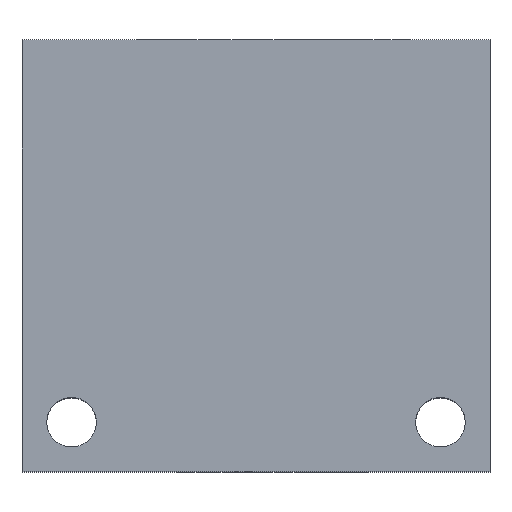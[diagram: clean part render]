
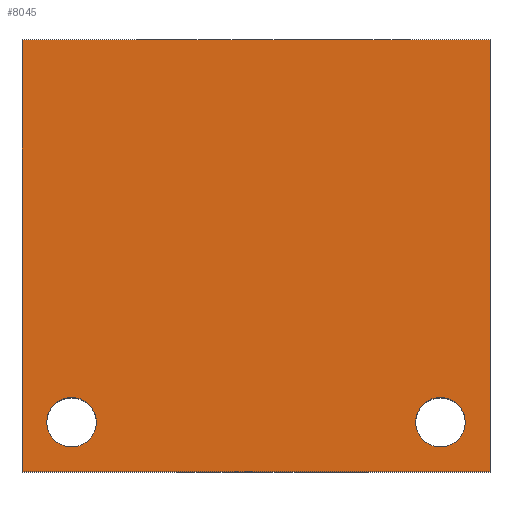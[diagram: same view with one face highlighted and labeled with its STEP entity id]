
A CAD part, top view. The second image highlights one B-rep face of the part: STEP entity #8045.
In plain terms, the highlighted planar face has unit normal (0, 0, 1).
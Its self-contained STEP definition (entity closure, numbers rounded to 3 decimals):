
#93=CIRCLE('',#8395,4.369);
#94=CIRCLE('',#8396,4.369);
#96=CIRCLE('',#8399,4.369);
#97=CIRCLE('',#8400,4.369);
#530=FACE_BOUND('',#1376,.T.);
#531=FACE_BOUND('',#1377,.T.);
#934=FACE_OUTER_BOUND('',#1375,.T.);
#1375=EDGE_LOOP('',(#7022,#7023,#7024,#7025));
#1376=EDGE_LOOP('',(#7026,#7027));
#1377=EDGE_LOOP('',(#7028,#7029));
#1762=LINE('',#10804,#2552);
#2165=LINE('',#13778,#2955);
#2168=LINE('',#13782,#2958);
#2170=LINE('',#13786,#2960);
#2552=VECTOR('',#9058,10.);
#2955=VECTOR('',#9873,10.);
#2958=VECTOR('',#9878,10.);
#2960=VECTOR('',#9884,10.);
#3227=VERTEX_POINT('',#10801);
#3228=VERTEX_POINT('',#10803);
#3696=VERTEX_POINT('',#13756);
#3697=VERTEX_POINT('',#13757);
#3699=VERTEX_POINT('',#13764);
#3700=VERTEX_POINT('',#13765);
#3704=VERTEX_POINT('',#13775);
#3705=VERTEX_POINT('',#13777);
#4104=EDGE_CURVE('',#3228,#3227,#1762,.T.);
#4801=EDGE_CURVE('',#3696,#3697,#93,.T.);
#4802=EDGE_CURVE('',#3697,#3696,#94,.T.);
#4805=EDGE_CURVE('',#3699,#3700,#96,.T.);
#4806=EDGE_CURVE('',#3700,#3699,#97,.T.);
#4811=EDGE_CURVE('',#3705,#3704,#2165,.T.);
#4814=EDGE_CURVE('',#3227,#3705,#2168,.T.);
#4816=EDGE_CURVE('',#3704,#3228,#2170,.T.);
#7022=ORIENTED_EDGE('',*,*,#4816,.T.);
#7023=ORIENTED_EDGE('',*,*,#4104,.T.);
#7024=ORIENTED_EDGE('',*,*,#4814,.T.);
#7025=ORIENTED_EDGE('',*,*,#4811,.T.);
#7026=ORIENTED_EDGE('',*,*,#4801,.T.);
#7027=ORIENTED_EDGE('',*,*,#4802,.T.);
#7028=ORIENTED_EDGE('',*,*,#4805,.T.);
#7029=ORIENTED_EDGE('',*,*,#4806,.T.);
#7287=PLANE('',#8406);
#8045=ADVANCED_FACE('',(#934,#530,#531),#7287,.T.);
#8395=AXIS2_PLACEMENT_3D('',#13758,#9853,#9854);
#8396=AXIS2_PLACEMENT_3D('',#13759,#9855,#9856);
#8399=AXIS2_PLACEMENT_3D('',#13766,#9862,#9863);
#8400=AXIS2_PLACEMENT_3D('',#13767,#9864,#9865);
#8406=AXIS2_PLACEMENT_3D('',#13787,#9885,#9886);
#9058=DIRECTION('',(0.,1.,0.));
#9853=DIRECTION('center_axis',(0.,0.,-1.));
#9854=DIRECTION('ref_axis',(1.,0.,0.));
#9855=DIRECTION('center_axis',(0.,0.,-1.));
#9856=DIRECTION('ref_axis',(1.,0.,0.));
#9862=DIRECTION('center_axis',(0.,0.,-1.));
#9863=DIRECTION('ref_axis',(1.,0.,0.));
#9864=DIRECTION('center_axis',(0.,0.,-1.));
#9865=DIRECTION('ref_axis',(1.,0.,0.));
#9873=DIRECTION('',(0.,-1.,0.));
#9878=DIRECTION('',(-1.,0.,0.));
#9884=DIRECTION('',(1.,0.,0.));
#9885=DIRECTION('center_axis',(0.,0.,1.));
#9886=DIRECTION('ref_axis',(1.,0.,0.));
#10801=CARTESIAN_POINT('',(82.55,76.2,50.8));
#10803=CARTESIAN_POINT('',(82.55,0.,50.8));
#10804=CARTESIAN_POINT('',(82.55,0.,50.8));
#13756=CARTESIAN_POINT('',(13.106,8.738,50.8));
#13757=CARTESIAN_POINT('',(4.369,8.738,50.8));
#13758=CARTESIAN_POINT('Origin',(8.738,8.738,50.8));
#13759=CARTESIAN_POINT('Origin',(8.738,8.738,50.8));
#13764=CARTESIAN_POINT('',(78.181,8.738,50.8));
#13765=CARTESIAN_POINT('',(69.444,8.738,50.8));
#13766=CARTESIAN_POINT('Origin',(73.812,8.738,50.8));
#13767=CARTESIAN_POINT('Origin',(73.812,8.738,50.8));
#13775=CARTESIAN_POINT('',(0.,0.,50.8));
#13777=CARTESIAN_POINT('',(0.,76.2,50.8));
#13778=CARTESIAN_POINT('',(0.,76.2,50.8));
#13782=CARTESIAN_POINT('',(82.55,76.2,50.8));
#13786=CARTESIAN_POINT('',(0.,0.,50.8));
#13787=CARTESIAN_POINT('Origin',(41.275,38.1,50.8));
